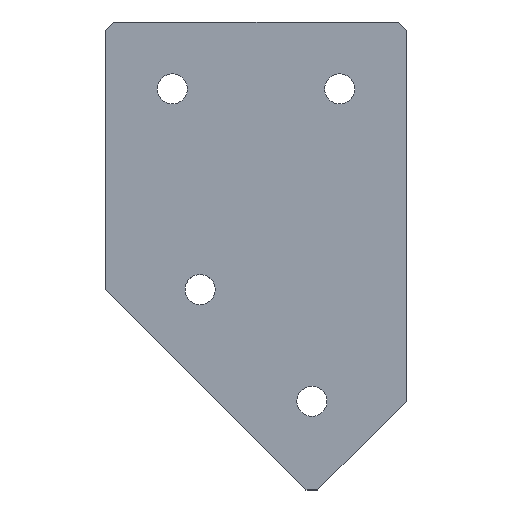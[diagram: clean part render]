
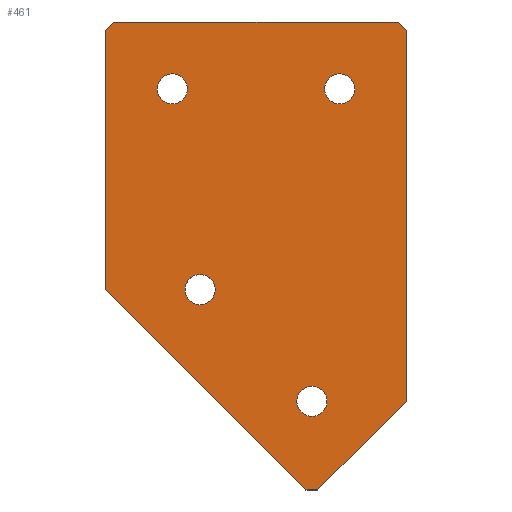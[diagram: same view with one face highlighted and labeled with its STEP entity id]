
A CAD part, top view. The second image highlights one B-rep face of the part: STEP entity #461.
In plain terms, the highlighted planar face has unit normal (0, 0, 1).
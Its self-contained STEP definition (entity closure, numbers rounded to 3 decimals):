
#5 = CARTESIAN_POINT ( 'NONE',  ( 20., -20., 0. ) ) ;
#7 = ORIENTED_EDGE ( 'NONE', *, *, #524, .F. ) ;
#8 = EDGE_CURVE ( 'NONE', #360, #260, #546, .T. ) ;
#10 = CIRCLE ( 'NONE', #145, 4.5 ) ;
#11 = DIRECTION ( 'NONE',  ( -0.707, 0.707, 0. ) ) ;
#12 = AXIS2_PLACEMENT_3D ( 'NONE', #472, #147, #484 ) ;
#13 = LINE ( 'NONE', #208, #628 ) ;
#22 = CARTESIAN_POINT ( 'NONE',  ( 20., -24.5, 0. ) ) ;
#25 = VECTOR ( 'NONE', #78, 1000. ) ;
#30 = CIRCLE ( 'NONE', #353, 4.5 ) ;
#37 = CARTESIAN_POINT ( 'NONE',  ( 61.716, -117.931, 0. ) ) ;
#42 = FACE_BOUND ( 'NONE', #141, .T. ) ;
#44 = EDGE_LOOP ( 'NONE', ( #411, #177 ) ) ;
#49 = EDGE_CURVE ( 'NONE', #234, #185, #172, .T. ) ;
#54 = CARTESIAN_POINT ( 'NONE',  ( 28.284, -80., 0. ) ) ;
#57 = VECTOR ( 'NONE', #419, 1000. ) ;
#58 = CARTESIAN_POINT ( 'NONE',  ( 0., -80., 0. ) ) ;
#59 = CARTESIAN_POINT ( 'NONE',  ( 20., -20., 0. ) ) ;
#61 = VECTOR ( 'NONE', #11, 1000. ) ;
#69 = CIRCLE ( 'NONE', #404, 4.5 ) ;
#74 = DIRECTION ( 'NONE',  ( 0., 0., -1. ) ) ;
#75 = CIRCLE ( 'NONE', #12, 4.5 ) ;
#77 = EDGE_CURVE ( 'NONE', #123, #278, #10, .T. ) ;
#78 = DIRECTION ( 'NONE',  ( 1., 0., 0. ) ) ;
#90 = VERTEX_POINT ( 'NONE', #210 ) ;
#94 = EDGE_CURVE ( 'NONE', #610, #260, #537, .T. ) ;
#106 = CARTESIAN_POINT ( 'NONE',  ( 63.483, -139.948, 0. ) ) ;
#111 = CARTESIAN_POINT ( 'NONE',  ( 0., 0., 0. ) ) ;
#119 = DIRECTION ( 'NONE',  ( 0., 1., 0. ) ) ;
#121 = EDGE_CURVE ( 'NONE', #213, #378, #150, .T. ) ;
#122 = AXIS2_PLACEMENT_3D ( 'NONE', #54, #254, #589 ) ;
#123 = VERTEX_POINT ( 'NONE', #585 ) ;
#127 = VECTOR ( 'NONE', #607, 1000. ) ;
#133 = EDGE_CURVE ( 'NONE', #578, #90, #318, .T. ) ;
#134 = ORIENTED_EDGE ( 'NONE', *, *, #144, .F. ) ;
#141 = EDGE_LOOP ( 'NONE', ( #567, #587 ) ) ;
#144 = EDGE_CURVE ( 'NONE', #268, #213, #356, .T. ) ;
#145 = AXIS2_PLACEMENT_3D ( 'NONE', #59, #488, #502 ) ;
#147 = DIRECTION ( 'NONE',  ( 0., 0., -1. ) ) ;
#148 = FACE_BOUND ( 'NONE', #583, .T. ) ;
#150 = LINE ( 'NONE', #249, #496 ) ;
#168 = DIRECTION ( 'NONE',  ( 0., 1., 0. ) ) ;
#170 = CARTESIAN_POINT ( 'NONE',  ( 70., -15.5, 0. ) ) ;
#171 = AXIS2_PLACEMENT_3D ( 'NONE', #480, #280, #523 ) ;
#172 = LINE ( 'NONE', #368, #57 ) ;
#174 = CARTESIAN_POINT ( 'NONE',  ( 90., -113.431, 0. ) ) ;
#177 = ORIENTED_EDGE ( 'NONE', *, *, #449, .T. ) ;
#182 = EDGE_CURVE ( 'NONE', #278, #123, #30, .T. ) ;
#183 = VERTEX_POINT ( 'NONE', #195 ) ;
#185 = VERTEX_POINT ( 'NONE', #106 ) ;
#187 = FACE_BOUND ( 'NONE', #44, .T. ) ;
#188 = ORIENTED_EDGE ( 'NONE', *, *, #94, .T. ) ;
#195 = CARTESIAN_POINT ( 'NONE',  ( 61.716, -108.931, 0. ) ) ;
#197 = ORIENTED_EDGE ( 'NONE', *, *, #121, .F. ) ;
#200 = CIRCLE ( 'NONE', #171, 4.5 ) ;
#206 = CARTESIAN_POINT ( 'NONE',  ( 43.75, 43.75, 0. ) ) ;
#207 = EDGE_CURVE ( 'NONE', #300, #272, #222, .T. ) ;
#208 = CARTESIAN_POINT ( 'NONE',  ( 90., 0., 0. ) ) ;
#209 = ORIENTED_EDGE ( 'NONE', *, *, #294, .T. ) ;
#210 = CARTESIAN_POINT ( 'NONE',  ( 28.284, -84.5, 0. ) ) ;
#213 = VERTEX_POINT ( 'NONE', #361 ) ;
#214 = CARTESIAN_POINT ( 'NONE',  ( 70., -20., 0. ) ) ;
#217 = CARTESIAN_POINT ( 'NONE',  ( 1.25, -1.25, 0. ) ) ;
#218 = ORIENTED_EDGE ( 'NONE', *, *, #348, .T. ) ;
#220 = CARTESIAN_POINT ( 'NONE',  ( 70., -20., 0. ) ) ;
#222 = CIRCLE ( 'NONE', #325, 4.5 ) ;
#226 = CARTESIAN_POINT ( 'NONE',  ( 0., 0., 0. ) ) ;
#228 = DIRECTION ( 'NONE',  ( 1., 0., 0. ) ) ;
#234 = VERTEX_POINT ( 'NONE', #174 ) ;
#236 = AXIS2_PLACEMENT_3D ( 'NONE', #324, #460, #168 ) ;
#246 = DIRECTION ( 'NONE',  ( -0.707, 0.707, 0. ) ) ;
#249 = CARTESIAN_POINT ( 'NONE',  ( 0., 0., 0. ) ) ;
#254 = DIRECTION ( 'NONE',  ( 0., 0., -1. ) ) ;
#260 = VERTEX_POINT ( 'NONE', #327 ) ;
#263 = ORIENTED_EDGE ( 'NONE', *, *, #270, .T. ) ;
#268 = VERTEX_POINT ( 'NONE', #551 ) ;
#269 = LINE ( 'NONE', #217, #127 ) ;
#270 = EDGE_CURVE ( 'NONE', #272, #300, #69, .T. ) ;
#272 = VERTEX_POINT ( 'NONE', #365 ) ;
#275 = ORIENTED_EDGE ( 'NONE', *, *, #77, .T. ) ;
#277 = EDGE_CURVE ( 'NONE', #183, #371, #292, .T. ) ;
#278 = VERTEX_POINT ( 'NONE', #22 ) ;
#280 = DIRECTION ( 'NONE',  ( 0., 0., -1. ) ) ;
#290 = EDGE_LOOP ( 'NONE', ( #134, #218, #552, #7, #188, #336, #209, #197 ) ) ;
#292 = CIRCLE ( 'NONE', #236, 4.5 ) ;
#294 = EDGE_CURVE ( 'NONE', #360, #378, #269, .T. ) ;
#299 = CARTESIAN_POINT ( 'NONE',  ( 90., -2.5, 0. ) ) ;
#300 = VERTEX_POINT ( 'NONE', #170 ) ;
#318 = CIRCLE ( 'NONE', #122, 4.5 ) ;
#324 = CARTESIAN_POINT ( 'NONE',  ( 61.716, -113.431, 0. ) ) ;
#325 = AXIS2_PLACEMENT_3D ( 'NONE', #214, #557, #510 ) ;
#327 = CARTESIAN_POINT ( 'NONE',  ( 87.5, 0., 0. ) ) ;
#330 = CARTESIAN_POINT ( 'NONE',  ( 2.5, 0., 0. ) ) ;
#333 = CARTESIAN_POINT ( 'NONE',  ( 0., -139.948, 0. ) ) ;
#335 = FACE_OUTER_BOUND ( 'NONE', #290, .T. ) ;
#336 = ORIENTED_EDGE ( 'NONE', *, *, #8, .F. ) ;
#344 = DIRECTION ( 'NONE',  ( 0., 0., -1. ) ) ;
#345 = DIRECTION ( 'NONE',  ( 0., -1., 0. ) ) ;
#348 = EDGE_CURVE ( 'NONE', #268, #185, #568, .T. ) ;
#351 = DIRECTION ( 'NONE',  ( 0., 1., 0. ) ) ;
#353 = AXIS2_PLACEMENT_3D ( 'NONE', #5, #344, #351 ) ;
#356 = LINE ( 'NONE', #58, #476 ) ;
#360 = VERTEX_POINT ( 'NONE', #330 ) ;
#361 = CARTESIAN_POINT ( 'NONE',  ( 0., -80., 0. ) ) ;
#365 = CARTESIAN_POINT ( 'NONE',  ( 70., -24.5, 0. ) ) ;
#368 = CARTESIAN_POINT ( 'NONE',  ( 61.716, -141.716, 0. ) ) ;
#371 = VERTEX_POINT ( 'NONE', #37 ) ;
#378 = VERTEX_POINT ( 'NONE', #525 ) ;
#401 = VECTOR ( 'NONE', #228, 1000. ) ;
#404 = AXIS2_PLACEMENT_3D ( 'NONE', #220, #74, #119 ) ;
#411 = ORIENTED_EDGE ( 'NONE', *, *, #277, .T. ) ;
#419 = DIRECTION ( 'NONE',  ( -0.707, -0.707, 0. ) ) ;
#420 = ORIENTED_EDGE ( 'NONE', *, *, #207, .T. ) ;
#435 = EDGE_CURVE ( 'NONE', #90, #578, #200, .T. ) ;
#438 = PLANE ( 'NONE',  #538 ) ;
#449 = EDGE_CURVE ( 'NONE', #371, #183, #75, .T. ) ;
#460 = DIRECTION ( 'NONE',  ( 0., 0., -1. ) ) ;
#461 = ADVANCED_FACE ( 'NONE', ( #148, #42, #187, #621, #335 ), #438, .T. ) ;
#463 = EDGE_LOOP ( 'NONE', ( #275, #533 ) ) ;
#472 = CARTESIAN_POINT ( 'NONE',  ( 61.716, -113.431, 0. ) ) ;
#476 = VECTOR ( 'NONE', #246, 1000. ) ;
#480 = CARTESIAN_POINT ( 'NONE',  ( 28.284, -80., 0. ) ) ;
#484 = DIRECTION ( 'NONE',  ( 0., 1., 0. ) ) ;
#488 = DIRECTION ( 'NONE',  ( 0., 0., -1. ) ) ;
#491 = DIRECTION ( 'NONE',  ( 0., 1., 0. ) ) ;
#492 = CARTESIAN_POINT ( 'NONE',  ( 28.284, -75.5, 0. ) ) ;
#496 = VECTOR ( 'NONE', #491, 1000. ) ;
#502 = DIRECTION ( 'NONE',  ( 0., 1., 0. ) ) ;
#510 = DIRECTION ( 'NONE',  ( 0., 1., 0. ) ) ;
#523 = DIRECTION ( 'NONE',  ( 0., 1., 0. ) ) ;
#524 = EDGE_CURVE ( 'NONE', #610, #234, #13, .T. ) ;
#525 = CARTESIAN_POINT ( 'NONE',  ( 0., -2.5, 0. ) ) ;
#527 = DIRECTION ( 'NONE',  ( 1., 0., 0. ) ) ;
#533 = ORIENTED_EDGE ( 'NONE', *, *, #182, .T. ) ;
#537 = LINE ( 'NONE', #206, #61 ) ;
#538 = AXIS2_PLACEMENT_3D ( 'NONE', #226, #627, #527 ) ;
#546 = LINE ( 'NONE', #111, #25 ) ;
#551 = CARTESIAN_POINT ( 'NONE',  ( 59.948, -139.948, 0. ) ) ;
#552 = ORIENTED_EDGE ( 'NONE', *, *, #49, .F. ) ;
#557 = DIRECTION ( 'NONE',  ( 0., 0., -1. ) ) ;
#567 = ORIENTED_EDGE ( 'NONE', *, *, #133, .T. ) ;
#568 = LINE ( 'NONE', #333, #401 ) ;
#578 = VERTEX_POINT ( 'NONE', #492 ) ;
#583 = EDGE_LOOP ( 'NONE', ( #420, #263 ) ) ;
#585 = CARTESIAN_POINT ( 'NONE',  ( 20., -15.5, 0. ) ) ;
#587 = ORIENTED_EDGE ( 'NONE', *, *, #435, .T. ) ;
#589 = DIRECTION ( 'NONE',  ( 0., 1., 0. ) ) ;
#607 = DIRECTION ( 'NONE',  ( -0.707, -0.707, 0. ) ) ;
#610 = VERTEX_POINT ( 'NONE', #299 ) ;
#621 = FACE_BOUND ( 'NONE', #463, .T. ) ;
#627 = DIRECTION ( 'NONE',  ( 0., 0., 1. ) ) ;
#628 = VECTOR ( 'NONE', #345, 1000. ) ;
